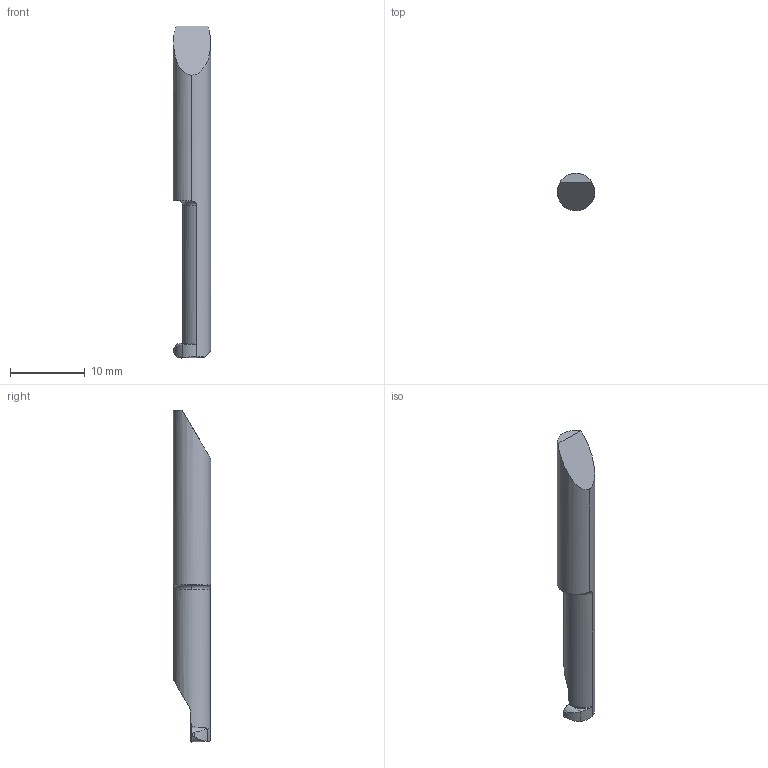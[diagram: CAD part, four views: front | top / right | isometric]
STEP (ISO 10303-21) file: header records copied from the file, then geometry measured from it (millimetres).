
FILE_DESCRIPTION(/* description */ (''),/* implementation_level */ '2;1');
FILE_NAME(/* name */ '1646633055280.stp',/* time_stamp */ '2022-03-07T11:34:27+05:00',/* author */ (''),/* organization */ ('SMS'),/* preprocessor_version */ 'ST-DEVELOPER v16.7',/* originating_system */ 'SIEMENS PLM Software NX 12.0',/* authorisation */ '');
FILE_SCHEMA (('AUTOMOTIVE_DESIGN { 1 0 10303 214 3 1 1 1 }'));
Length unit declared in the file: millimetre
Products named in the file (1): 204011405mod000_00
Bounding box: 5 x 5 x 44.5 mm (x, y, z)
Volume: 664 mm3; surface area: 651.2 mm2
Topology: 2 solids, 2 shells, 33 faces, 85 edges, 59 vertices
Faces by surface type: plane 17, cylinder 8, bspline 6, torus 2
Entity records: 1364 total; most frequent: CARTESIAN_POINT 585, ORIENTED_EDGE 168, DIRECTION 124, EDGE_CURVE 84, VERTEX_POINT 55, AXIS2_PLACEMENT_3D 45, LINE 34, VECTOR 34
